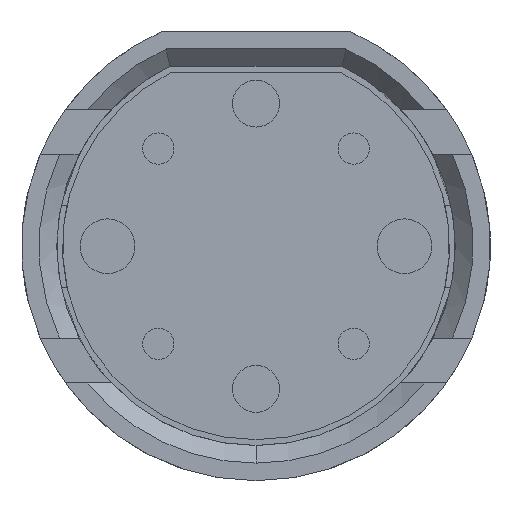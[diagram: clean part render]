
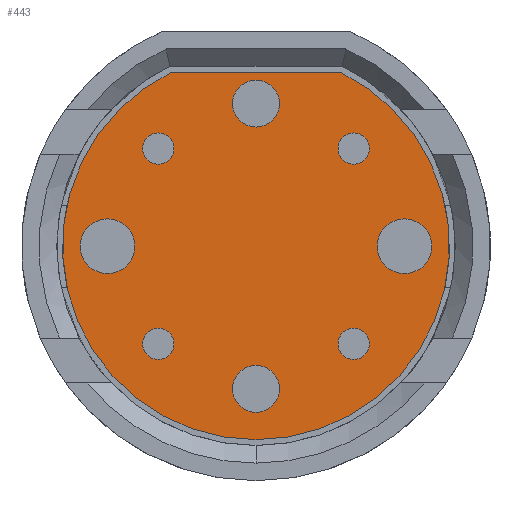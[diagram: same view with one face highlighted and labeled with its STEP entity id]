
A CAD part, front view. The second image highlights one B-rep face of the part: STEP entity #443.
In plain terms, the highlighted planar face has unit normal (0, -1, 0).
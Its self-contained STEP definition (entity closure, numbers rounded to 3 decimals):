
#11 = DIRECTION ( 'NONE',  ( 0., -1., 0. ) ) ;
#103 = ORIENTED_EDGE ( 'NONE', *, *, #401, .F. ) ;
#105 = EDGE_LOOP ( 'NONE', ( #1686, #2783 ) ) ;
#124 = CARTESIAN_POINT ( 'NONE',  ( 3.8, 1.55, 0. ) ) ;
#160 = VERTEX_POINT ( 'NONE', #2083 ) ;
#200 = CARTESIAN_POINT ( 'NONE',  ( -3.8, 1.55, -0.7 ) ) ;
#214 = VERTEX_POINT ( 'NONE', #1585 ) ;
#230 = DIRECTION ( 'NONE',  ( -1., 0., 0. ) ) ;
#242 = AXIS2_PLACEMENT_3D ( 'NONE', #1329, #2225, #2701 ) ;
#263 = CARTESIAN_POINT ( 'NONE',  ( 2.168, 1.55, 4.45 ) ) ;
#325 = DIRECTION ( 'NONE',  ( 0., -1., 0. ) ) ;
#362 = ORIENTED_EDGE ( 'NONE', *, *, #911, .F. ) ;
#401 = EDGE_CURVE ( 'NONE', #1876, #214, #1243, .T. ) ;
#416 = CARTESIAN_POINT ( 'NONE',  ( 0., 1.55, 0. ) ) ;
#443 = ADVANCED_FACE ( 'NONE', ( #633, #1720, #1513, #2643, #647 ), #620, .T. ) ;
#473 = VERTEX_POINT ( 'NONE', #1987 ) ;
#525 = DIRECTION ( 'NONE',  ( 0., -1., 0. ) ) ;
#527 = VERTEX_POINT ( 'NONE', #1113 ) ;
#537 = DIRECTION ( 'NONE',  ( 0., 0., 1. ) ) ;
#544 = CIRCLE ( 'NONE', #2183, 0.6 ) ;
#563 = EDGE_CURVE ( 'NONE', #527, #2544, #651, .T. ) ;
#620 = PLANE ( 'NONE',  #1837 ) ;
#633 = FACE_BOUND ( 'NONE', #1817, .T. ) ;
#647 = FACE_OUTER_BOUND ( 'NONE', #2748, .T. ) ;
#651 = CIRCLE ( 'NONE', #1294, 0.7 ) ;
#673 = EDGE_CURVE ( 'NONE', #160, #1800, #1497, .T. ) ;
#697 = VERTEX_POINT ( 'NONE', #909 ) ;
#741 = DIRECTION ( 'NONE',  ( 0., 0., -1. ) ) ;
#764 = CARTESIAN_POINT ( 'NONE',  ( 0., 1.55, -4.25 ) ) ;
#769 = CARTESIAN_POINT ( 'NONE',  ( 0., 1.55, 3.05 ) ) ;
#806 = CARTESIAN_POINT ( 'NONE',  ( 0., 1.55, -3.65 ) ) ;
#810 = DIRECTION ( 'NONE',  ( 0., 0., 1. ) ) ;
#811 = EDGE_LOOP ( 'NONE', ( #1637, #1241 ) ) ;
#829 = CIRCLE ( 'NONE', #2266, 0.7 ) ;
#859 = AXIS2_PLACEMENT_3D ( 'NONE', #2734, #2065, #741 ) ;
#882 = DIRECTION ( 'NONE',  ( 0., 0., -1. ) ) ;
#909 = CARTESIAN_POINT ( 'NONE',  ( 3.8, 1.55, 0.7 ) ) ;
#911 = EDGE_CURVE ( 'NONE', #214, #1876, #2097, .T. ) ;
#958 = AXIS2_PLACEMENT_3D ( 'NONE', #1375, #525, #2273 ) ;
#987 = ORIENTED_EDGE ( 'NONE', *, *, #2161, .T. ) ;
#1045 = EDGE_CURVE ( 'NONE', #2806, #473, #1061, .T. ) ;
#1061 = CIRCLE ( 'NONE', #958, 0.6 ) ;
#1074 = CARTESIAN_POINT ( 'NONE',  ( -3.8, 1.55, 0. ) ) ;
#1094 = AXIS2_PLACEMENT_3D ( 'NONE', #2872, #11, #882 ) ;
#1113 = CARTESIAN_POINT ( 'NONE',  ( -3.8, 1.55, 0.7 ) ) ;
#1208 = AXIS2_PLACEMENT_3D ( 'NONE', #806, #1257, #2386 ) ;
#1241 = ORIENTED_EDGE ( 'NONE', *, *, #2062, .F. ) ;
#1243 = CIRCLE ( 'NONE', #2876, 0.6 ) ;
#1244 = DIRECTION ( 'NONE',  ( 0., -1., 0. ) ) ;
#1257 = DIRECTION ( 'NONE',  ( 0., -1., 0. ) ) ;
#1294 = AXIS2_PLACEMENT_3D ( 'NONE', #1074, #2845, #2013 ) ;
#1297 = DIRECTION ( 'NONE',  ( 0., 0., 1. ) ) ;
#1320 = CIRCLE ( 'NONE', #1094, 0.7 ) ;
#1329 = CARTESIAN_POINT ( 'NONE',  ( 0., 1.55, 0. ) ) ;
#1375 = CARTESIAN_POINT ( 'NONE',  ( 0., 1.55, 3.65 ) ) ;
#1422 = VECTOR ( 'NONE', #230, 1000. ) ;
#1424 = EDGE_CURVE ( 'NONE', #1860, #697, #829, .T. ) ;
#1427 = CARTESIAN_POINT ( 'NONE',  ( 0., 1.55, -4.95 ) ) ;
#1429 = EDGE_LOOP ( 'NONE', ( #362, #103 ) ) ;
#1444 = CARTESIAN_POINT ( 'NONE',  ( 3.8, 1.55, -0.7 ) ) ;
#1487 = ORIENTED_EDGE ( 'NONE', *, *, #1424, .F. ) ;
#1497 = CIRCLE ( 'NONE', #242, 4.95 ) ;
#1499 = DIRECTION ( 'NONE',  ( 0., -1., 0. ) ) ;
#1513 = FACE_BOUND ( 'NONE', #811, .T. ) ;
#1585 = CARTESIAN_POINT ( 'NONE',  ( 0., 1.55, -3.05 ) ) ;
#1597 = ORIENTED_EDGE ( 'NONE', *, *, #2419, .F. ) ;
#1637 = ORIENTED_EDGE ( 'NONE', *, *, #563, .F. ) ;
#1684 = EDGE_CURVE ( 'NONE', #2384, #160, #1815, .T. ) ;
#1686 = ORIENTED_EDGE ( 'NONE', *, *, #1698, .F. ) ;
#1698 = EDGE_CURVE ( 'NONE', #473, #2806, #544, .T. ) ;
#1716 = CARTESIAN_POINT ( 'NONE',  ( 3.8, 1.55, 0. ) ) ;
#1720 = FACE_BOUND ( 'NONE', #1429, .T. ) ;
#1735 = DIRECTION ( 'NONE',  ( 0., -1., 0. ) ) ;
#1789 = CARTESIAN_POINT ( 'NONE',  ( 0., 1.55, 3.65 ) ) ;
#1800 = VERTEX_POINT ( 'NONE', #1427 ) ;
#1815 = LINE ( 'NONE', #263, #1422 ) ;
#1817 = EDGE_LOOP ( 'NONE', ( #1597, #1487 ) ) ;
#1837 = AXIS2_PLACEMENT_3D ( 'NONE', #416, #1499, #1951 ) ;
#1860 = VERTEX_POINT ( 'NONE', #1444 ) ;
#1876 = VERTEX_POINT ( 'NONE', #764 ) ;
#1929 = CARTESIAN_POINT ( 'NONE',  ( 0., 1.55, -3.65 ) ) ;
#1951 = DIRECTION ( 'NONE',  ( 0., 0., -1. ) ) ;
#1987 = CARTESIAN_POINT ( 'NONE',  ( 0., 1.55, 4.25 ) ) ;
#2013 = DIRECTION ( 'NONE',  ( 0., 0., -1. ) ) ;
#2062 = EDGE_CURVE ( 'NONE', #2544, #527, #1320, .T. ) ;
#2065 = DIRECTION ( 'NONE',  ( 0., -1., 0. ) ) ;
#2083 = CARTESIAN_POINT ( 'NONE',  ( -2.168, 1.55, 4.45 ) ) ;
#2097 = CIRCLE ( 'NONE', #1208, 0.6 ) ;
#2117 = CARTESIAN_POINT ( 'NONE',  ( 2.168, 1.55, 4.45 ) ) ;
#2161 = EDGE_CURVE ( 'NONE', #1800, #2384, #2253, .T. ) ;
#2183 = AXIS2_PLACEMENT_3D ( 'NONE', #1789, #2493, #2685 ) ;
#2225 = DIRECTION ( 'NONE',  ( 0., -1., 0. ) ) ;
#2253 = CIRCLE ( 'NONE', #859, 4.95 ) ;
#2264 = ORIENTED_EDGE ( 'NONE', *, *, #1684, .T. ) ;
#2266 = AXIS2_PLACEMENT_3D ( 'NONE', #1716, #1244, #810 ) ;
#2273 = DIRECTION ( 'NONE',  ( 0., 0., -1. ) ) ;
#2325 = ORIENTED_EDGE ( 'NONE', *, *, #673, .T. ) ;
#2384 = VERTEX_POINT ( 'NONE', #2117 ) ;
#2386 = DIRECTION ( 'NONE',  ( 0., 0., 1. ) ) ;
#2419 = EDGE_CURVE ( 'NONE', #697, #1860, #2428, .T. ) ;
#2428 = CIRCLE ( 'NONE', #2694, 0.7 ) ;
#2493 = DIRECTION ( 'NONE',  ( 0., -1., 0. ) ) ;
#2544 = VERTEX_POINT ( 'NONE', #200 ) ;
#2643 = FACE_BOUND ( 'NONE', #105, .T. ) ;
#2685 = DIRECTION ( 'NONE',  ( 0., 0., -1. ) ) ;
#2694 = AXIS2_PLACEMENT_3D ( 'NONE', #124, #325, #537 ) ;
#2701 = DIRECTION ( 'NONE',  ( 0., 0., -1. ) ) ;
#2734 = CARTESIAN_POINT ( 'NONE',  ( 0., 1.55, 0. ) ) ;
#2748 = EDGE_LOOP ( 'NONE', ( #2325, #987, #2264 ) ) ;
#2783 = ORIENTED_EDGE ( 'NONE', *, *, #1045, .F. ) ;
#2806 = VERTEX_POINT ( 'NONE', #769 ) ;
#2845 = DIRECTION ( 'NONE',  ( 0., -1., 0. ) ) ;
#2872 = CARTESIAN_POINT ( 'NONE',  ( -3.8, 1.55, 0. ) ) ;
#2876 = AXIS2_PLACEMENT_3D ( 'NONE', #1929, #1735, #1297 ) ;
